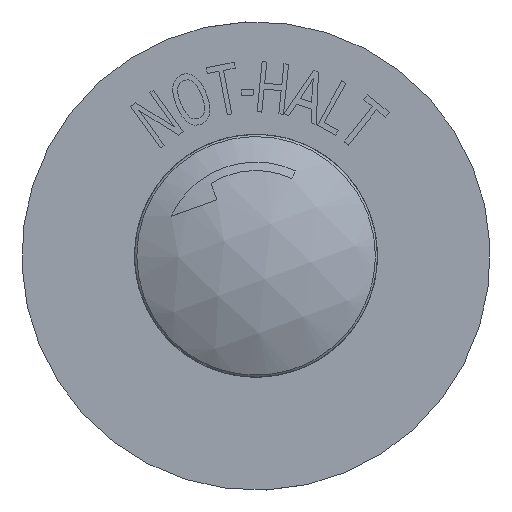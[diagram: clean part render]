
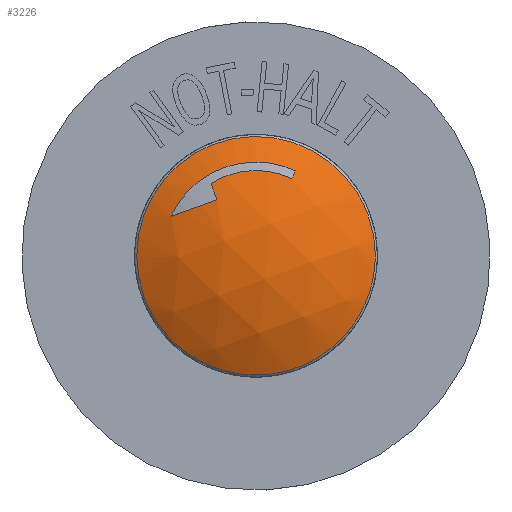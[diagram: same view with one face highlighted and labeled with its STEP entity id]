
A CAD part, top view. The second image highlights one B-rep face of the part: STEP entity #3226.
In plain terms, the highlighted spherical face has radius 28 mm.
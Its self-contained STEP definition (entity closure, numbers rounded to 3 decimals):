
#3226=ADVANCED_FACE('NONE',(#6744,#6745),#6746,.T.);
#6744=FACE_OUTER_BOUND('',#10912,.T.);
#6745=FACE_BOUND('',#10913,.T.);
#6746=SPHERICAL_SURFACE('',#10914,28.);
#10912=EDGE_LOOP('',(#21594,#21595));
#10913=EDGE_LOOP('',(#21596,#21597,#21598,#21599,#21600,#21601,#21602));
#10914=AXIS2_PLACEMENT_3D('',#21603,#21604,#21605);
#21594=ORIENTED_EDGE('',*,*,#27627,.F.);
#21595=ORIENTED_EDGE('',*,*,#27628,.F.);
#21596=ORIENTED_EDGE('',*,*,#23717,.T.);
#21597=ORIENTED_EDGE('',*,*,#27625,.T.);
#21598=ORIENTED_EDGE('',*,*,#27622,.T.);
#21599=ORIENTED_EDGE('',*,*,#27619,.T.);
#21600=ORIENTED_EDGE('',*,*,#27616,.T.);
#21601=ORIENTED_EDGE('',*,*,#23724,.T.);
#21602=ORIENTED_EDGE('',*,*,#27614,.T.);
#21603=CARTESIAN_POINT('',(27.474,27.474,41.547));
#21604=DIRECTION('',(0.342,-0.94,0.));
#21605=DIRECTION('',(0.94,0.342,0.));
#23717=EDGE_CURVE('NONE',#28574,#28571,#28575,.T.);
#23724=EDGE_CURVE('NONE',#28581,#28585,#28587,.T.);
#27614=EDGE_CURVE('NONE',#28585,#28574,#34380,.T.);
#27616=EDGE_CURVE('NONE',#34382,#28581,#34383,.T.);
#27619=EDGE_CURVE('NONE',#34386,#34382,#34387,.T.);
#27622=EDGE_CURVE('NONE',#34390,#34386,#34391,.T.);
#27625=EDGE_CURVE('NONE',#28571,#34390,#34394,.T.);
#27627=EDGE_CURVE('NONE',#34396,#34397,#34398,.T.);
#27628=EDGE_CURVE('NONE',#34397,#34396,#34399,.T.);
#28571=VERTEX_POINT('',#35888);
#28574=VERTEX_POINT('NONE',#35892);
#28575=CIRCLE('',#35893,10.);
#28581=VERTEX_POINT('',#35900);
#28585=VERTEX_POINT('NONE',#35905);
#28587=CIRCLE('',#35908,11.);
#34380=CIRCLE('',#47811,28.);
#34382=VERTEX_POINT('NONE',#47813);
#34383=CIRCLE('',#47814,11.);
#34386=VERTEX_POINT('NONE',#47818);
#34387=CIRCLE('',#47819,26.918);
#34390=VERTEX_POINT('NONE',#47823);
#34391=CIRCLE('',#47824,27.918);
#34394=CIRCLE('',#47828,10.);
#34396=VERTEX_POINT('NONE',#47830);
#34397=VERTEX_POINT('',#47831);
#34398=B_SPLINE_CURVE_WITH_KNOTS('',3,(#47832,#47833,#47834,#47835,#47836,#47837,#47838,#47839,#47840,#47841,#47842,#47843,#47844,#47845,#47846,#47847,#47848,#47849),.UNSPECIFIED.,.F.,.F.,(4,1,1,1,1,1,1,1,1,1,1,1,1,1,1,4),(0.0,0.047,0.094,0.141,0.187,0.217,0.247,0.277,0.307,0.34,0.373,0.405,0.436,0.467,0.498,0.5),.UNSPECIFIED.);
#34399=B_SPLINE_CURVE_WITH_KNOTS('',3,(#47850,#47851,#47852,#47853,#47854,#47855,#47856,#47857,#47858,#47859,#47860,#47861,#47862,#47863,#47864,#47865,#47866,#47867,#47868),.UNSPECIFIED.,.F.,.F.,(4,1,1,1,1,1,1,1,1,1,1,1,1,1,1,1,4),(0.5,0.529,0.559,0.59,0.62,0.649,0.679,0.708,0.738,0.779,0.821,0.85,0.879,0.909,0.939,0.97,1.0),.UNSPECIFIED.);
#35888=CARTESIAN_POINT('',(24.052,36.87,67.701));
#35892=CARTESIAN_POINT('',(31.699,36.537,67.701));
#35893=AXIS2_PLACEMENT_3D('',#49643,#49644,#49645);
#35900=CARTESIAN_POINT('',(23.71,37.81,67.296));
#35905=CARTESIAN_POINT('',(32.121,37.444,67.296));
#35908=AXIS2_PLACEMENT_3D('',#49655,#49656,#49657);
#47811=AXIS2_PLACEMENT_3D('',#53778,#53779,#53780);
#47813=CARTESIAN_POINT('',(17.504,32.121,67.296));
#47814=AXIS2_PLACEMENT_3D('',#53781,#53782,#53783);
#47818=CARTESIAN_POINT('',(22.884,34.026,68.38));
#47819=AXIS2_PLACEMENT_3D('',#53785,#53786,#53787);
#47823=CARTESIAN_POINT('',(22.197,35.968,67.701));
#47824=AXIS2_PLACEMENT_3D('',#53789,#53790,#53791);
#47828=AXIS2_PLACEMENT_3D('',#53793,#53794,#53795);
#47830=CARTESIAN_POINT('',(40.629,32.264,65.796));
#47831=CARTESIAN_POINT('',(14.317,22.687,65.796));
#47832=CARTESIAN_POINT('',(40.629,32.264,65.796));
#47833=CARTESIAN_POINT('',(41.099,30.973,65.796));
#47834=CARTESIAN_POINT('',(41.657,28.248,65.796));
#47835=CARTESIAN_POINT('',(41.27,24.098,65.796));
#47836=CARTESIAN_POINT('',(39.696,20.236,65.796));
#47837=CARTESIAN_POINT('',(37.387,17.394,65.796));
#47838=CARTESIAN_POINT('',(34.889,15.503,65.796));
#47839=CARTESIAN_POINT('',(32.535,14.333,65.796));
#47840=CARTESIAN_POINT('',(30.005,13.621,65.796));
#47841=CARTESIAN_POINT('',(27.277,13.383,65.796));
#47842=CARTESIAN_POINT('',(24.444,13.699,65.796));
#47843=CARTESIAN_POINT('',(21.697,14.615,65.796));
#47844=CARTESIAN_POINT('',(19.251,16.032,65.796));
#47845=CARTESIAN_POINT('',(17.177,17.856,65.796));
#47846=CARTESIAN_POINT('',(15.498,20.05,65.796));
#47847=CARTESIAN_POINT('',(14.666,21.743,65.796));
#47848=CARTESIAN_POINT('',(14.333,22.645,65.796));
#47849=CARTESIAN_POINT('',(14.317,22.687,65.796));
#47850=CARTESIAN_POINT('',(14.317,22.687,65.796));
#47851=CARTESIAN_POINT('',(14.028,23.482,65.796));
#47852=CARTESIAN_POINT('',(13.583,25.167,65.796));
#47853=CARTESIAN_POINT('',(13.392,27.798,65.796));
#47854=CARTESIAN_POINT('',(13.709,30.463,65.796));
#47855=CARTESIAN_POINT('',(14.517,32.992,65.796));
#47856=CARTESIAN_POINT('',(15.769,35.299,65.796));
#47857=CARTESIAN_POINT('',(17.404,37.315,65.796));
#47858=CARTESIAN_POINT('',(19.382,38.996,65.796));
#47859=CARTESIAN_POINT('',(21.945,40.463,65.796));
#47860=CARTESIAN_POINT('',(25.125,41.438,65.796));
#47861=CARTESIAN_POINT('',(28.443,41.557,65.796));
#47862=CARTESIAN_POINT('',(31.334,41.013,65.796));
#47863=CARTESIAN_POINT('',(33.767,40.071,65.796));
#47864=CARTESIAN_POINT('',(36.011,38.676,65.796));
#47865=CARTESIAN_POINT('',(37.974,36.861,65.796));
#47866=CARTESIAN_POINT('',(39.559,34.707,65.796));
#47867=CARTESIAN_POINT('',(40.325,33.097,65.796));
#47868=CARTESIAN_POINT('',(40.629,32.264,65.796));
#49643=CARTESIAN_POINT('',(27.474,27.474,67.701));
#49644=DIRECTION('',(0.,0.,1.0));
#49645=DIRECTION('',(0.342,-0.94,0.));
#49655=CARTESIAN_POINT('',(27.474,27.474,67.296));
#49656=DIRECTION('',(0.,0.,-1.0));
#49657=DIRECTION('',(-0.342,0.94,0.));
#53778=CARTESIAN_POINT('',(27.474,27.474,41.547));
#53779=DIRECTION('',(0.906,-0.422,0.));
#53780=DIRECTION('',(-0.422,-0.906,0.));
#53781=CARTESIAN_POINT('',(27.474,27.474,67.296));
#53782=DIRECTION('',(0.,0.,-1.0));
#53783=DIRECTION('',(-0.342,0.94,0.));
#53785=CARTESIAN_POINT('',(24.901,34.74,41.547));
#53786=DIRECTION('',(0.334,-0.943,0.0));
#53787=DIRECTION('',(0.943,0.334,0.0));
#53789=CARTESIAN_POINT('',(25.457,26.76,41.547));
#53790=DIRECTION('',(0.943,0.334,0.0));
#53791=DIRECTION('',(-0.334,0.943,0.0));
#53793=CARTESIAN_POINT('',(27.474,27.474,67.701));
#53794=DIRECTION('',(0.,0.,1.0));
#53795=DIRECTION('',(0.342,-0.94,0.));
